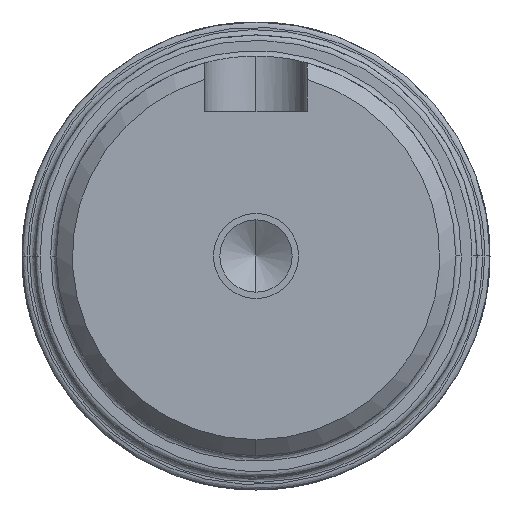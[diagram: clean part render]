
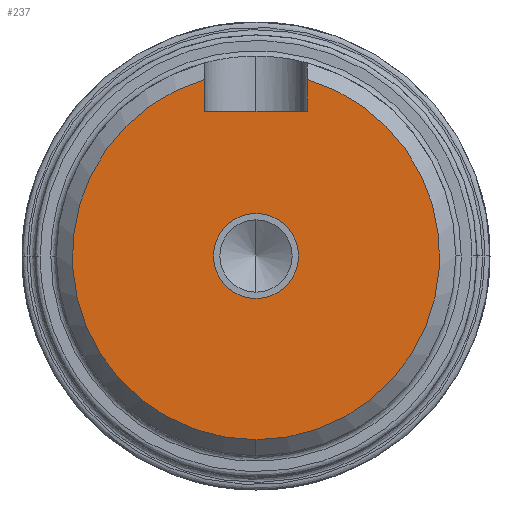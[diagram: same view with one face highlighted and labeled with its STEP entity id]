
A CAD part, left-side view. The second image highlights one B-rep face of the part: STEP entity #237.
In plain terms, the highlighted planar face has unit normal (-1, 0, 0).
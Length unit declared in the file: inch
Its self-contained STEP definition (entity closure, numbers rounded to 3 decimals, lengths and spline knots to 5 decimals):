
#10 = DIRECTION ( 'NONE',  ( 0., 0., 1. ) ) ;
#23 = VERTEX_POINT ( 'NONE', #1810 ) ;
#42 = DIRECTION ( 'NONE',  ( 0., 0., 1. ) ) ;
#189 = CARTESIAN_POINT ( 'NONE',  ( -23.23759, 0., -0.3125 ) ) ;
#214 = CARTESIAN_POINT ( 'NONE',  ( -23.23759, -0.375, 1.29749 ) ) ;
#237 = ADVANCED_FACE ( 'NONE', ( #736, #557 ), #1756, .F. ) ;
#268 = VERTEX_POINT ( 'NONE', #353 ) ;
#353 = CARTESIAN_POINT ( 'NONE',  ( -23.23759, 0.375, 1.29749 ) ) ;
#438 = DIRECTION ( 'NONE',  ( 1., 0., 0. ) ) ;
#443 = VERTEX_POINT ( 'NONE', #189 ) ;
#533 = ORIENTED_EDGE ( 'NONE', *, *, #1468, .F. ) ;
#557 = FACE_BOUND ( 'NONE', #1288, .T. ) ;
#613 = VECTOR ( 'NONE', #1778, 39.37008 ) ;
#633 = AXIS2_PLACEMENT_3D ( 'NONE', #1907, #990, #42 ) ;
#639 = LINE ( 'NONE', #1631, #613 ) ;
#691 = CIRCLE ( 'NONE', #633, 0.3125 ) ;
#700 = ORIENTED_EDGE ( 'NONE', *, *, #926, .F. ) ;
#701 = AXIS2_PLACEMENT_3D ( 'NONE', #1459, #438, #1594 ) ;
#736 = FACE_OUTER_BOUND ( 'NONE', #793, .T. ) ;
#744 = AXIS2_PLACEMENT_3D ( 'NONE', #846, #1940, #1030 ) ;
#793 = EDGE_LOOP ( 'NONE', ( #891, #1691, #700, #1870, #1232 ) ) ;
#813 = ORIENTED_EDGE ( 'NONE', *, *, #1394, .F. ) ;
#827 = DIRECTION ( 'NONE',  ( 0., 1., 0. ) ) ;
#831 = VECTOR ( 'NONE', #10, 39.37008 ) ;
#842 = DIRECTION ( 'NONE',  ( 1., 0., 0. ) ) ;
#846 = CARTESIAN_POINT ( 'NONE',  ( -23.23759, 0., 0. ) ) ;
#850 = CARTESIAN_POINT ( 'NONE',  ( -23.23759, 0., 0. ) ) ;
#880 = LINE ( 'NONE', #1880, #831 ) ;
#890 = VECTOR ( 'NONE', #1589, 39.37008 ) ;
#891 = ORIENTED_EDGE ( 'NONE', *, *, #1431, .T. ) ;
#926 = EDGE_CURVE ( 'NONE', #1390, #23, #979, .T. ) ;
#944 = DIRECTION ( 'NONE',  ( 0., 0., -1. ) ) ;
#956 = DIRECTION ( 'NONE',  ( 1., 0., 0. ) ) ;
#961 = AXIS2_PLACEMENT_3D ( 'NONE', #964, #956, #944 ) ;
#964 = CARTESIAN_POINT ( 'NONE',  ( -23.23759, 0., 0. ) ) ;
#973 = LINE ( 'NONE', #1448, #890 ) ;
#979 = CIRCLE ( 'NONE', #961, 1.35059 ) ;
#990 = DIRECTION ( 'NONE',  ( -1., 0., 0. ) ) ;
#996 = CIRCLE ( 'NONE', #701, 1.35059 ) ;
#1030 = DIRECTION ( 'NONE',  ( 0., 0., 1. ) ) ;
#1074 = AXIS2_PLACEMENT_3D ( 'NONE', #850, #842, #827 ) ;
#1232 = ORIENTED_EDGE ( 'NONE', *, *, #1427, .F. ) ;
#1277 = CIRCLE ( 'NONE', #744, 0.3125 ) ;
#1288 = EDGE_LOOP ( 'NONE', ( #533, #813 ) ) ;
#1363 = CARTESIAN_POINT ( 'NONE',  ( -23.23759, -0.375, 1.0628 ) ) ;
#1390 = VERTEX_POINT ( 'NONE', #214 ) ;
#1394 = EDGE_CURVE ( 'NONE', #443, #1894, #1277, .T. ) ;
#1395 = CARTESIAN_POINT ( 'NONE',  ( -23.23759, 0., 0.3125 ) ) ;
#1427 = EDGE_CURVE ( 'NONE', #1975, #1819, #973, .T. ) ;
#1431 = EDGE_CURVE ( 'NONE', #1975, #268, #880, .T. ) ;
#1434 = EDGE_CURVE ( 'NONE', #23, #268, #996, .T. ) ;
#1448 = CARTESIAN_POINT ( 'NONE',  ( -23.23759, 0., 1.0628 ) ) ;
#1459 = CARTESIAN_POINT ( 'NONE',  ( -23.23759, 0., 0. ) ) ;
#1468 = EDGE_CURVE ( 'NONE', #1894, #443, #691, .T. ) ;
#1484 = EDGE_CURVE ( 'NONE', #1390, #1819, #639, .T. ) ;
#1589 = DIRECTION ( 'NONE',  ( 0., -1., 0. ) ) ;
#1594 = DIRECTION ( 'NONE',  ( 0., 0., -1. ) ) ;
#1631 = CARTESIAN_POINT ( 'NONE',  ( -23.23759, -0.375, 1.0628 ) ) ;
#1691 = ORIENTED_EDGE ( 'NONE', *, *, #1434, .F. ) ;
#1756 = PLANE ( 'NONE',  #1074 ) ;
#1778 = DIRECTION ( 'NONE',  ( 0., 0., -1. ) ) ;
#1810 = CARTESIAN_POINT ( 'NONE',  ( -23.23759, 0., -1.35059 ) ) ;
#1819 = VERTEX_POINT ( 'NONE', #1363 ) ;
#1870 = ORIENTED_EDGE ( 'NONE', *, *, #1484, .T. ) ;
#1880 = CARTESIAN_POINT ( 'NONE',  ( -23.23759, 0.375, 1.0628 ) ) ;
#1894 = VERTEX_POINT ( 'NONE', #1395 ) ;
#1907 = CARTESIAN_POINT ( 'NONE',  ( -23.23759, 0., 0. ) ) ;
#1940 = DIRECTION ( 'NONE',  ( -1., 0., 0. ) ) ;
#1975 = VERTEX_POINT ( 'NONE', #1981 ) ;
#1981 = CARTESIAN_POINT ( 'NONE',  ( -23.23759, 0.375, 1.0628 ) ) ;
